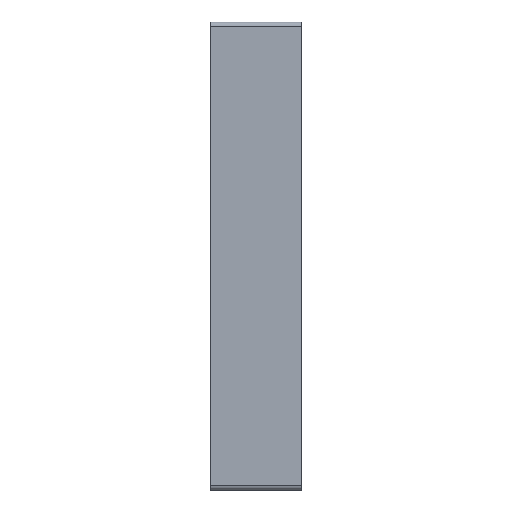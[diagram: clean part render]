
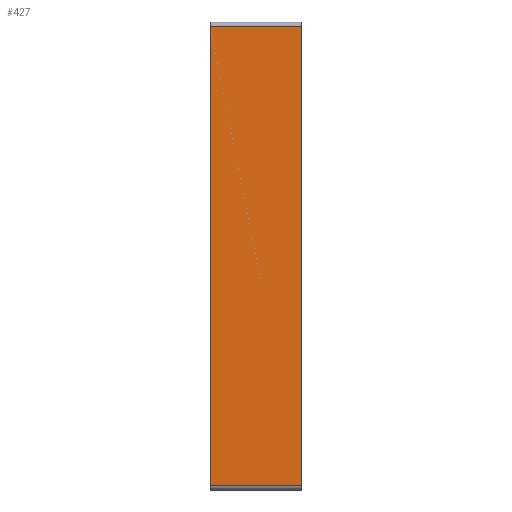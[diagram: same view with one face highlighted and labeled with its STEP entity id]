
A CAD part, front view. The second image highlights one B-rep face of the part: STEP entity #427.
In plain terms, the highlighted planar face has unit normal (0, -1, 0).
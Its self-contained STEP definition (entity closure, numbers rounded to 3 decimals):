
#31=LINE('',#699,#63);
#33=LINE('',#705,#65);
#37=LINE('',#719,#69);
#38=LINE('',#720,#70);
#63=VECTOR('',#573,50.);
#65=VECTOR('',#579,250.);
#69=VECTOR('',#591,250.);
#70=VECTOR('',#592,50.);
#88=PLANE('',#476);
#121=FACE_OUTER_BOUND('',#156,.T.);
#156=EDGE_LOOP('',(#353,#354,#355,#356));
#214=VERTEX_POINT('',#696);
#215=VERTEX_POINT('',#698);
#217=VERTEX_POINT('',#704);
#223=VERTEX_POINT('',#718);
#262=EDGE_CURVE('',#214,#215,#31,.T.);
#265=EDGE_CURVE('',#215,#217,#33,.T.);
#272=EDGE_CURVE('',#223,#214,#37,.T.);
#273=EDGE_CURVE('',#217,#223,#38,.T.);
#353=ORIENTED_EDGE('',*,*,#262,.F.);
#354=ORIENTED_EDGE('',*,*,#272,.F.);
#355=ORIENTED_EDGE('',*,*,#273,.F.);
#356=ORIENTED_EDGE('',*,*,#265,.F.);
#427=ADVANCED_FACE('',(#121),#88,.T.);
#476=AXIS2_PLACEMENT_3D('',#717,#589,#590);
#573=DIRECTION('',(-1.,0.,0.));
#579=DIRECTION('',(0.,0.,1.));
#589=DIRECTION('center_axis',(0.,-1.,0.));
#590=DIRECTION('ref_axis',(0.,0.,-1.));
#591=DIRECTION('',(0.,0.,-1.));
#592=DIRECTION('',(1.,0.,0.));
#696=CARTESIAN_POINT('',(25.,-127.5,-125.));
#698=CARTESIAN_POINT('',(-25.,-127.5,-125.));
#699=CARTESIAN_POINT('',(0.,-127.5,-125.));
#704=CARTESIAN_POINT('',(-25.,-127.5,125.));
#705=CARTESIAN_POINT('',(-25.,-127.5,127.5));
#717=CARTESIAN_POINT('Origin',(0.,-127.5,127.5));
#718=CARTESIAN_POINT('',(25.,-127.5,125.));
#719=CARTESIAN_POINT('',(25.,-127.5,127.5));
#720=CARTESIAN_POINT('',(0.,-127.5,125.));
